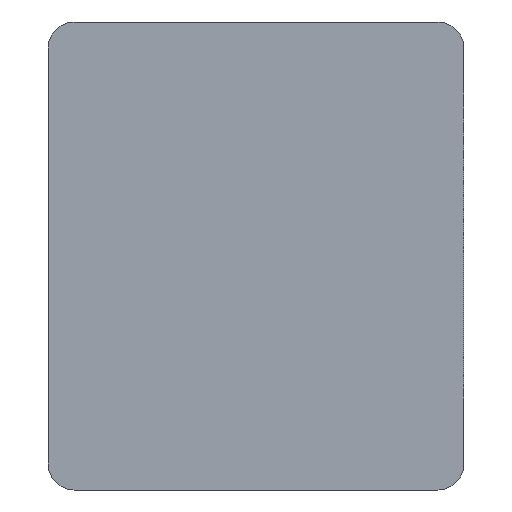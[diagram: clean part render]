
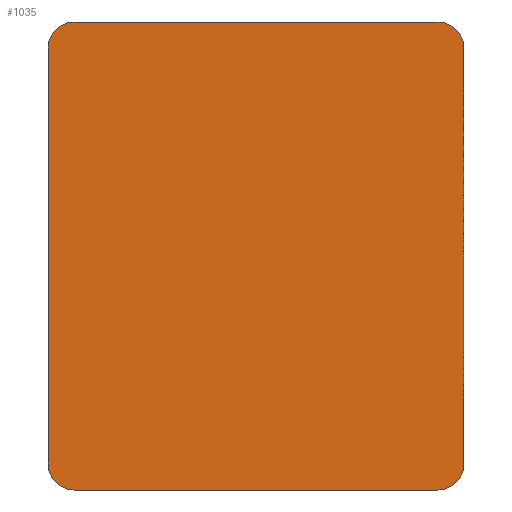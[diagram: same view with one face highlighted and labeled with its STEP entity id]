
A CAD part, front view. The second image highlights one B-rep face of the part: STEP entity #1035.
In plain terms, the highlighted planar face has unit normal (0, -1, 0).
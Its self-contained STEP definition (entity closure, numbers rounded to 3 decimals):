
#28 = FACE_OUTER_BOUND ( 'NONE', #107, .T. ) ;
#29 = AXIS2_PLACEMENT_3D ( 'NONE', #429, #509, #425 ) ;
#103 = CARTESIAN_POINT ( 'NONE',  ( 14., 0., 16. ) ) ;
#107 = EDGE_LOOP ( 'NONE', ( #788, #800, #919, #510, #144, #701, #465, #882 ) ) ;
#124 = VERTEX_POINT ( 'NONE', #1017 ) ;
#140 = CARTESIAN_POINT ( 'NONE',  ( -16., 0., -16. ) ) ;
#144 = ORIENTED_EDGE ( 'NONE', *, *, #554, .F. ) ;
#159 = LINE ( 'NONE', #960, #990 ) ;
#161 = LINE ( 'NONE', #505, #549 ) ;
#167 = EDGE_CURVE ( 'NONE', #433, #828, #979, .T. ) ;
#191 = VERTEX_POINT ( 'NONE', #313 ) ;
#199 = DIRECTION ( 'NONE',  ( 0., 0., -1. ) ) ;
#221 = VERTEX_POINT ( 'NONE', #140 ) ;
#255 = CIRCLE ( 'NONE', #29, 2. ) ;
#280 = CARTESIAN_POINT ( 'NONE',  ( 14., 0., 18. ) ) ;
#310 = EDGE_CURVE ( 'NONE', #221, #342, #989, .T. ) ;
#313 = CARTESIAN_POINT ( 'NONE',  ( -16., 0., 16. ) ) ;
#342 = VERTEX_POINT ( 'NONE', #663 ) ;
#347 = CARTESIAN_POINT ( 'NONE',  ( -14., 0., 18. ) ) ;
#366 = DIRECTION ( 'NONE',  ( 0., 0., 1. ) ) ;
#367 = CARTESIAN_POINT ( 'NONE',  ( 14., 0., -18. ) ) ;
#387 = PLANE ( 'NONE',  #874 ) ;
#425 = DIRECTION ( 'NONE',  ( 0., 0., -1. ) ) ;
#429 = CARTESIAN_POINT ( 'NONE',  ( -14., 0., 16. ) ) ;
#433 = VERTEX_POINT ( 'NONE', #347 ) ;
#465 = ORIENTED_EDGE ( 'NONE', *, *, #1141, .F. ) ;
#505 = CARTESIAN_POINT ( 'NONE',  ( -16., 0., -18. ) ) ;
#509 = DIRECTION ( 'NONE',  ( 0., -1., 0. ) ) ;
#510 = ORIENTED_EDGE ( 'NONE', *, *, #310, .T. ) ;
#517 = CARTESIAN_POINT ( 'NONE',  ( -16., 0., 18. ) ) ;
#523 = DIRECTION ( 'NONE',  ( -1., 0., 0. ) ) ;
#528 = DIRECTION ( 'NONE',  ( 0., -1., 0. ) ) ;
#533 = LINE ( 'NONE', #1168, #1038 ) ;
#549 = VECTOR ( 'NONE', #523, 1000. ) ;
#551 = DIRECTION ( 'NONE',  ( 0., -1., 0. ) ) ;
#554 = EDGE_CURVE ( 'NONE', #656, #342, #161, .T. ) ;
#656 = VERTEX_POINT ( 'NONE', #367 ) ;
#661 = VECTOR ( 'NONE', #890, 1000. ) ;
#663 = CARTESIAN_POINT ( 'NONE',  ( -14., 0., -18. ) ) ;
#682 = EDGE_CURVE ( 'NONE', #904, #828, #1014, .T. ) ;
#701 = ORIENTED_EDGE ( 'NONE', *, *, #778, .T. ) ;
#727 = CARTESIAN_POINT ( 'NONE',  ( 16., 0., 16. ) ) ;
#745 = AXIS2_PLACEMENT_3D ( 'NONE', #103, #1176, #199 ) ;
#762 = CARTESIAN_POINT ( 'NONE',  ( -14., 0., -16. ) ) ;
#767 = DIRECTION ( 'NONE',  ( 0., 0., -1. ) ) ;
#778 = EDGE_CURVE ( 'NONE', #656, #124, #939, .T. ) ;
#786 = EDGE_CURVE ( 'NONE', #221, #191, #533, .T. ) ;
#788 = ORIENTED_EDGE ( 'NONE', *, *, #167, .F. ) ;
#800 = ORIENTED_EDGE ( 'NONE', *, *, #1095, .T. ) ;
#828 = VERTEX_POINT ( 'NONE', #280 ) ;
#853 = DIRECTION ( 'NONE',  ( 0., -1., 0. ) ) ;
#874 = AXIS2_PLACEMENT_3D ( 'NONE', #942, #551, #1116 ) ;
#882 = ORIENTED_EDGE ( 'NONE', *, *, #682, .T. ) ;
#890 = DIRECTION ( 'NONE',  ( 1., 0., 0. ) ) ;
#894 = CARTESIAN_POINT ( 'NONE',  ( 14., 0., -16. ) ) ;
#904 = VERTEX_POINT ( 'NONE', #727 ) ;
#913 = AXIS2_PLACEMENT_3D ( 'NONE', #762, #853, #767 ) ;
#919 = ORIENTED_EDGE ( 'NONE', *, *, #786, .F. ) ;
#939 = CIRCLE ( 'NONE', #1097, 2. ) ;
#942 = CARTESIAN_POINT ( 'NONE',  ( 0., 0., 0. ) ) ;
#960 = CARTESIAN_POINT ( 'NONE',  ( 16., 0., 18. ) ) ;
#965 = DIRECTION ( 'NONE',  ( 0., 0., -1. ) ) ;
#979 = LINE ( 'NONE', #517, #661 ) ;
#988 = DIRECTION ( 'NONE',  ( 0., 0., -1. ) ) ;
#989 = CIRCLE ( 'NONE', #913, 2. ) ;
#990 = VECTOR ( 'NONE', #965, 1000. ) ;
#1014 = CIRCLE ( 'NONE', #745, 2. ) ;
#1017 = CARTESIAN_POINT ( 'NONE',  ( 16., 0., -16. ) ) ;
#1035 = ADVANCED_FACE ( 'NONE', ( #28 ), #387, .T. ) ;
#1038 = VECTOR ( 'NONE', #366, 1000. ) ;
#1095 = EDGE_CURVE ( 'NONE', #433, #191, #255, .T. ) ;
#1097 = AXIS2_PLACEMENT_3D ( 'NONE', #894, #528, #988 ) ;
#1116 = DIRECTION ( 'NONE',  ( 0., 0., -1. ) ) ;
#1141 = EDGE_CURVE ( 'NONE', #904, #124, #159, .T. ) ;
#1168 = CARTESIAN_POINT ( 'NONE',  ( -16., 0., 18. ) ) ;
#1176 = DIRECTION ( 'NONE',  ( 0., -1., 0. ) ) ;
